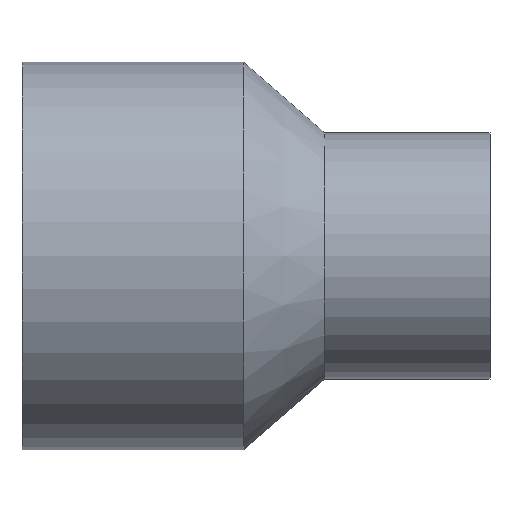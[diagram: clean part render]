
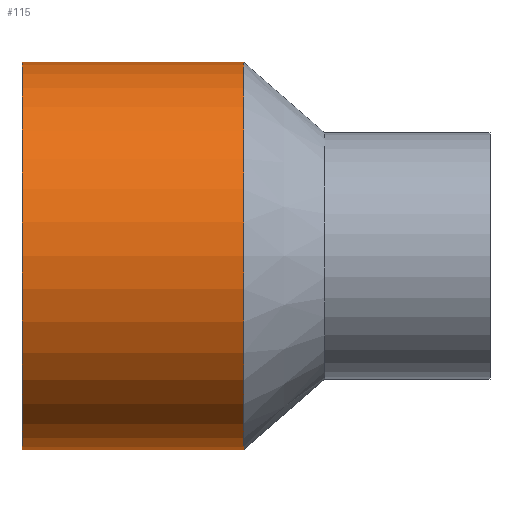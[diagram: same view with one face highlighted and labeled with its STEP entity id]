
A CAD part, top view. The second image highlights one B-rep face of the part: STEP entity #115.
In plain terms, the highlighted cylindrical face has radius 157.5 mm (diameter 315 mm), a partial arc.
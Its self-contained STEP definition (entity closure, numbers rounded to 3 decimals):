
#83 = VERTEX_POINT( '', #217 );
#91 = VERTEX_POINT( '', #227 );
#103 = VERTEX_POINT( '', #239 );
#105 = EDGE_CURVE( '', #181, #83, #241, .T. );
#115 = ADVANCED_FACE( '', ( #252 ), #253, .T. );
#139 = EDGE_CURVE( '', #91, #83, #280, .T. );
#145 = EDGE_CURVE( '', #181, #103, #287, .T. );
#181 = VERTEX_POINT( '', #331 );
#197 = EDGE_CURVE( '', #103, #91, #347, .T. );
#217 = CARTESIAN_POINT( '', ( 0., 157.5, 0. ) );
#227 = CARTESIAN_POINT( '', ( 180., 157.5, 0. ) );
#239 = CARTESIAN_POINT( '', ( 180., -157.5, 0. ) );
#241 = CIRCLE( '', #386, 157.5 );
#252 = FACE_OUTER_BOUND( '', #402, .T. );
#253 = CYLINDRICAL_SURFACE( '', #403, 157.5 );
#280 = LINE( '', #437, #438 );
#287 = LINE( '', #447, #448 );
#331 = CARTESIAN_POINT( '', ( 0., -157.5, 0. ) );
#347 = CIRCLE( '', #525, 157.5 );
#386 = AXIS2_PLACEMENT_3D( '', #545, #546, #547 );
#402 = EDGE_LOOP( '', ( #562, #563, #564, #565 ) );
#403 = AXIS2_PLACEMENT_3D( '', #566, #567, #568 );
#437 = CARTESIAN_POINT( '', ( 90., 157.5, 0. ) );
#438 = VECTOR( '', #606, 1. );
#447 = CARTESIAN_POINT( '', ( 90., -157.5, 0. ) );
#448 = VECTOR( '', #618, 1. );
#525 = AXIS2_PLACEMENT_3D( '', #697, #698, #699 );
#545 = CARTESIAN_POINT( '', ( 0., 0., 0. ) );
#546 = DIRECTION( '', ( -1., 0., 0. ) );
#547 = DIRECTION( '', ( 0., 1., 0. ) );
#562 = ORIENTED_EDGE( '', *, *, #139, .T. );
#563 = ORIENTED_EDGE( '', *, *, #105, .F. );
#564 = ORIENTED_EDGE( '', *, *, #145, .T. );
#565 = ORIENTED_EDGE( '', *, *, #197, .T. );
#566 = CARTESIAN_POINT( '', ( 90., 0., 0. ) );
#567 = DIRECTION( '', ( 1., 0., 0. ) );
#568 = DIRECTION( '', ( 0., 1., 0. ) );
#606 = DIRECTION( '', ( -1., 0., 0. ) );
#618 = DIRECTION( '', ( 1., 0., 0. ) );
#697 = CARTESIAN_POINT( '', ( 180., 0., 0. ) );
#698 = DIRECTION( '', ( -1., 0., 0. ) );
#699 = DIRECTION( '', ( 0., 1., 0. ) );
